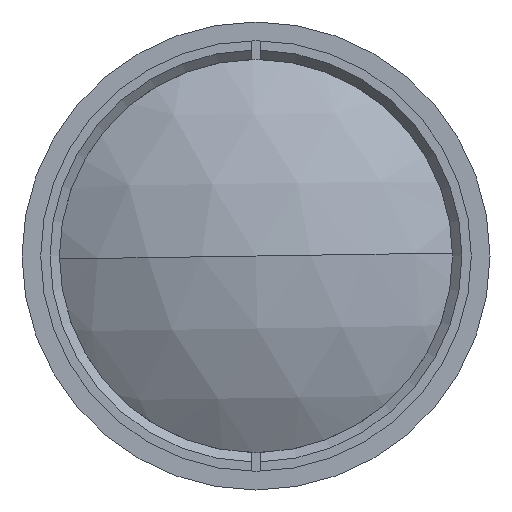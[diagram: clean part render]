
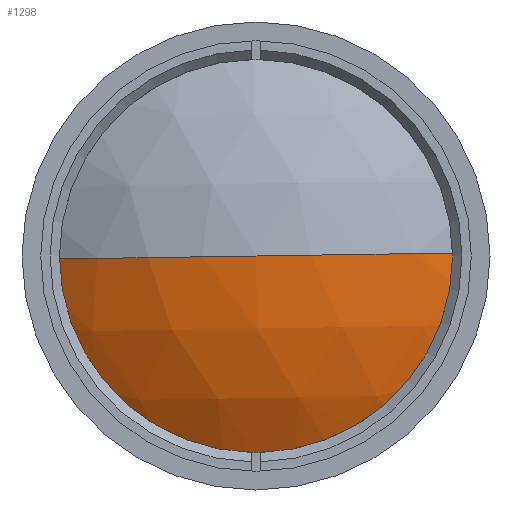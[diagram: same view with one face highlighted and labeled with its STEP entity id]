
A CAD part, left-side view. The second image highlights one B-rep face of the part: STEP entity #1298.
In plain terms, the highlighted spherical face has radius 38.79 mm.
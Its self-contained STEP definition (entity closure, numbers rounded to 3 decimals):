
#51 = CIRCLE ( 'NONE', #709, 38.79 ) ;
#63 = VERTEX_POINT ( 'NONE', #1349 ) ;
#137 = DIRECTION ( 'NONE',  ( 0., -1., 0.015 ) ) ;
#152 = DIRECTION ( 'NONE',  ( 0., 0.015, 1. ) ) ;
#172 = CARTESIAN_POINT ( 'NONE',  ( 39.822, 0., 0. ) ) ;
#189 = CARTESIAN_POINT ( 'NONE',  ( 1.032, 0., 0. ) ) ;
#293 = DIRECTION ( 'NONE',  ( 0., 1., -0.015 ) ) ;
#301 = DIRECTION ( 'NONE',  ( 0., 0.015, 1. ) ) ;
#323 = DIRECTION ( 'NONE',  ( -1., 0., 0. ) ) ;
#328 = EDGE_LOOP ( 'NONE', ( #544, #1439, #707 ) ) ;
#334 = CARTESIAN_POINT ( 'NONE',  ( 7.874, 0., 0. ) ) ;
#365 = CARTESIAN_POINT ( 'NONE',  ( 39.822, 0., 0. ) ) ;
#486 = VERTEX_POINT ( 'NONE', #857 ) ;
#544 = ORIENTED_EDGE ( 'NONE', *, *, #878, .T. ) ;
#603 = DIRECTION ( 'NONE',  ( 0., -0.015, -1. ) ) ;
#623 = AXIS2_PLACEMENT_3D ( 'NONE', #365, #603, #293 ) ;
#707 = ORIENTED_EDGE ( 'NONE', *, *, #1500, .F. ) ;
#709 = AXIS2_PLACEMENT_3D ( 'NONE', #767, #1394, #1788 ) ;
#767 = CARTESIAN_POINT ( 'NONE',  ( 39.822, 0., 0. ) ) ;
#788 = CIRCLE ( 'NONE', #1635, 22. ) ;
#857 = CARTESIAN_POINT ( 'NONE',  ( 7.874, -21.998, 0.33 ) ) ;
#878 = EDGE_CURVE ( 'NONE', #63, #486, #788, .T. ) ;
#931 = CIRCLE ( 'NONE', #2090, 38.79 ) ;
#1153 = SPHERICAL_SURFACE ( 'NONE', #623, 38.79 ) ;
#1212 = FACE_OUTER_BOUND ( 'NONE', #328, .T. ) ;
#1298 = ADVANCED_FACE ( 'NONE', ( #1212 ), #1153, .T. ) ;
#1349 = CARTESIAN_POINT ( 'NONE',  ( 7.874, 21.998, -0.33 ) ) ;
#1393 = EDGE_CURVE ( 'NONE', #486, #1568, #51, .T. ) ;
#1394 = DIRECTION ( 'NONE',  ( 0., -0.015, -1. ) ) ;
#1439 = ORIENTED_EDGE ( 'NONE', *, *, #1393, .T. ) ;
#1500 = EDGE_CURVE ( 'NONE', #63, #1568, #931, .T. ) ;
#1568 = VERTEX_POINT ( 'NONE', #189 ) ;
#1635 = AXIS2_PLACEMENT_3D ( 'NONE', #334, #323, #301 ) ;
#1788 = DIRECTION ( 'NONE',  ( 0., 1., -0.015 ) ) ;
#2090 = AXIS2_PLACEMENT_3D ( 'NONE', #172, #152, #137 ) ;
